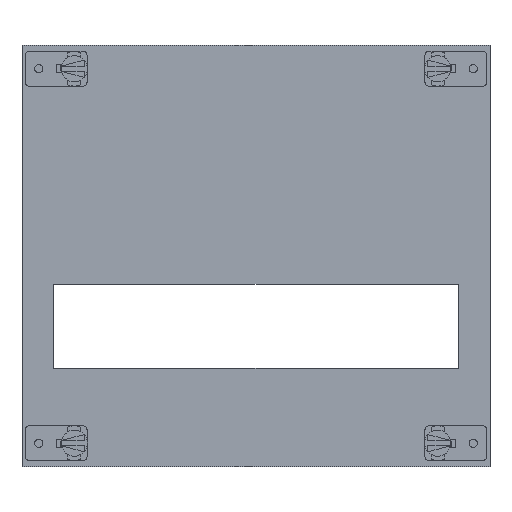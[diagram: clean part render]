
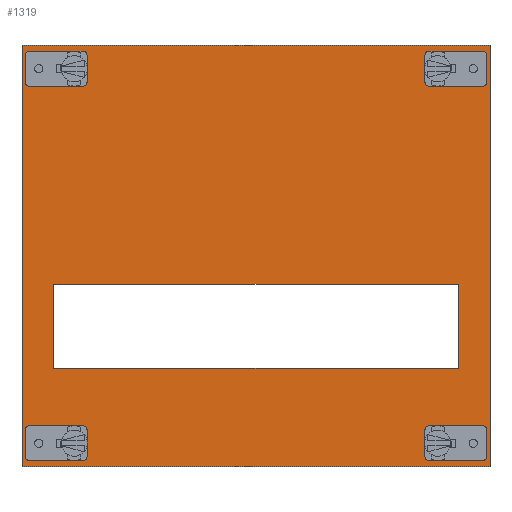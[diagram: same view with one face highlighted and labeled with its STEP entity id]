
A CAD part, top view. The second image highlights one B-rep face of the part: STEP entity #1319.
In plain terms, the highlighted planar face has unit normal (0, 0, 1).
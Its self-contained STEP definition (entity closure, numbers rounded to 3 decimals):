
#242=CARTESIAN_POINT('',(97.,-187.5,1.));
#243=DIRECTION('',(0.,0.,1.));
#244=DIRECTION('',(0.896,0.445,0.));
#245=AXIS2_PLACEMENT_3D('',#242,#243,#244);
#250=DIRECTION('',(1.,0.,0.));
#251=VECTOR('',#250,5.239);
#252=CARTESIAN_POINT('',(101.411,-189.69,1.));
#253=LINE('',#252,#251);
#257=DIRECTION('',(0.,1.,0.));
#258=VECTOR('',#257,4.38);
#259=CARTESIAN_POINT('',(106.65,-189.69,1.));
#260=LINE('',#259,#258);
#264=DIRECTION('',(-1.,0.,0.));
#265=VECTOR('',#264,5.239);
#266=CARTESIAN_POINT('',(106.65,-185.31,1.));
#267=LINE('',#266,#265);
#271=CARTESIAN_POINT('',(116.,-187.5,1.));
#272=DIRECTION('',(0.,0.,1.));
#273=DIRECTION('',(-1.,0.,0.));
#274=AXIS2_PLACEMENT_3D('',#271,#272,#273);
#279=CARTESIAN_POINT('',(116.,-187.5,1.));
#280=DIRECTION('',(0.,0.,1.));
#281=DIRECTION('',(1.,0.,0.));
#282=AXIS2_PLACEMENT_3D('',#279,#280,#281);
#287=CARTESIAN_POINT('',(-116.,-187.5,1.));
#288=DIRECTION('',(0.,0.,1.));
#289=DIRECTION('',(1.,0.,0.));
#290=AXIS2_PLACEMENT_3D('',#287,#288,#289);
#295=CARTESIAN_POINT('',(-116.,-187.5,1.));
#296=DIRECTION('',(0.,0.,1.));
#297=DIRECTION('',(-1.,0.,0.));
#298=AXIS2_PLACEMENT_3D('',#295,#296,#297);
#303=CARTESIAN_POINT('',(-97.,-187.5,1.));
#304=DIRECTION('',(0.,0.,1.));
#305=DIRECTION('',(-0.896,-0.445,0.));
#306=AXIS2_PLACEMENT_3D('',#303,#304,#305);
#311=DIRECTION('',(-1.,0.,0.));
#312=VECTOR('',#311,5.239);
#313=CARTESIAN_POINT('',(-101.411,-185.31,1.));
#314=LINE('',#313,#312);
#318=DIRECTION('',(0.,-1.,0.));
#319=VECTOR('',#318,4.38);
#320=CARTESIAN_POINT('',(-106.65,-185.31,1.));
#321=LINE('',#320,#319);
#325=DIRECTION('',(1.,0.,0.));
#326=VECTOR('',#325,5.239);
#327=CARTESIAN_POINT('',(-106.65,-189.69,1.));
#328=LINE('',#327,#326);
#332=CARTESIAN_POINT('',(97.,12.5,1.));
#333=DIRECTION('',(0.,0.,1.));
#334=DIRECTION('',(0.896,0.445,0.));
#335=AXIS2_PLACEMENT_3D('',#332,#333,#334);
#340=DIRECTION('',(1.,0.,0.));
#341=VECTOR('',#340,5.239);
#342=CARTESIAN_POINT('',(101.411,10.31,1.));
#343=LINE('',#342,#341);
#347=DIRECTION('',(0.,1.,0.));
#348=VECTOR('',#347,4.38);
#349=CARTESIAN_POINT('',(106.65,10.31,1.));
#350=LINE('',#349,#348);
#354=DIRECTION('',(-1.,0.,0.));
#355=VECTOR('',#354,5.239);
#356=CARTESIAN_POINT('',(106.65,14.69,1.));
#357=LINE('',#356,#355);
#361=CARTESIAN_POINT('',(-116.,12.5,1.));
#362=DIRECTION('',(0.,0.,1.));
#363=DIRECTION('',(1.,0.,0.));
#364=AXIS2_PLACEMENT_3D('',#361,#362,#363);
#369=CARTESIAN_POINT('',(-116.,12.5,1.));
#370=DIRECTION('',(0.,0.,1.));
#371=DIRECTION('',(-1.,0.,0.));
#372=AXIS2_PLACEMENT_3D('',#369,#370,#371);
#377=CARTESIAN_POINT('',(-97.,12.5,1.));
#378=DIRECTION('',(0.,0.,1.));
#379=DIRECTION('',(-0.896,-0.445,0.));
#380=AXIS2_PLACEMENT_3D('',#377,#378,#379);
#385=DIRECTION('',(-1.,0.,0.));
#386=VECTOR('',#385,5.239);
#387=CARTESIAN_POINT('',(-101.411,14.69,1.));
#388=LINE('',#387,#386);
#392=DIRECTION('',(0.,-1.,0.));
#393=VECTOR('',#392,4.38);
#394=CARTESIAN_POINT('',(-106.65,14.69,1.));
#395=LINE('',#394,#393);
#399=DIRECTION('',(1.,0.,0.));
#400=VECTOR('',#399,5.239);
#401=CARTESIAN_POINT('',(-106.65,10.31,1.));
#402=LINE('',#401,#400);
#406=CARTESIAN_POINT('',(116.,12.5,1.));
#407=DIRECTION('',(0.,0.,1.));
#408=DIRECTION('',(-1.,0.,0.));
#409=AXIS2_PLACEMENT_3D('',#406,#407,#408);
#414=CARTESIAN_POINT('',(116.,12.5,1.));
#415=DIRECTION('',(0.,0.,1.));
#416=DIRECTION('',(1.,0.,0.));
#417=AXIS2_PLACEMENT_3D('',#414,#415,#416);
#422=DIRECTION('',(0.,1.,0.));
#423=VECTOR('',#422,225.);
#424=CARTESIAN_POINT('',(-125.,-200.,1.));
#425=LINE('',#424,#423);
#639=DIRECTION('',(0.,1.,0.));
#640=VECTOR('',#639,45.);
#641=CARTESIAN_POINT('',(-108.,-72.5,1.));
#642=LINE('',#641,#640);
#653=DIRECTION('',(-1.,0.,0.));
#654=VECTOR('',#653,216.);
#655=CARTESIAN_POINT('',(108.,-72.5,1.));
#656=LINE('',#655,#654);
#667=DIRECTION('',(0.,-1.,0.));
#668=VECTOR('',#667,45.);
#669=CARTESIAN_POINT('',(108.,-27.5,1.));
#670=LINE('',#669,#668);
#681=DIRECTION('',(1.,0.,0.));
#682=VECTOR('',#681,216.);
#683=CARTESIAN_POINT('',(-108.,-27.5,1.));
#684=LINE('',#683,#682);
#702=DIRECTION('',(0.,1.,0.));
#703=VECTOR('',#702,225.);
#704=CARTESIAN_POINT('',(125.,-200.,1.));
#705=LINE('',#704,#703);
#709=DIRECTION('',(1.,0.,0.));
#710=VECTOR('',#709,250.);
#711=CARTESIAN_POINT('',(-125.,-200.,1.));
#712=LINE('',#711,#710);
#842=DIRECTION('',(-1.,0.,0.));
#843=VECTOR('',#842,250.);
#844=CARTESIAN_POINT('',(125.,25.,1.));
#845=LINE('',#844,#843);
#956=CARTESIAN_POINT('',(-125.,25.,1.));
#957=VERTEX_POINT('',#956);
#958=CARTESIAN_POINT('',(125.,25.,1.));
#959=VERTEX_POINT('',#958);
#960=CARTESIAN_POINT('',(101.411,10.31,1.));
#961=CARTESIAN_POINT('',(106.65,10.31,1.));
#962=VERTEX_POINT('',#960);
#963=VERTEX_POINT('',#961);
#964=CARTESIAN_POINT('',(106.65,14.69,1.));
#965=VERTEX_POINT('',#964);
#966=CARTESIAN_POINT('',(101.411,14.69,1.));
#967=VERTEX_POINT('',#966);
#968=CARTESIAN_POINT('',(-111.75,12.5,1.));
#969=CARTESIAN_POINT('',(-120.25,12.5,1.));
#970=VERTEX_POINT('',#968);
#971=VERTEX_POINT('',#969);
#972=CARTESIAN_POINT('',(-101.411,14.69,1.));
#973=CARTESIAN_POINT('',(-106.65,14.69,1.));
#974=VERTEX_POINT('',#972);
#975=VERTEX_POINT('',#973);
#976=CARTESIAN_POINT('',(-106.65,10.31,1.));
#977=VERTEX_POINT('',#976);
#978=CARTESIAN_POINT('',(-101.411,10.31,1.));
#979=VERTEX_POINT('',#978);
#980=CARTESIAN_POINT('',(111.75,12.5,1.));
#981=CARTESIAN_POINT('',(120.25,12.5,1.));
#982=VERTEX_POINT('',#980);
#983=VERTEX_POINT('',#981);
#984=CARTESIAN_POINT('',(-108.,-72.5,1.));
#985=CARTESIAN_POINT('',(-108.,-27.5,1.));
#986=VERTEX_POINT('',#984);
#987=VERTEX_POINT('',#985);
#988=CARTESIAN_POINT('',(108.,-72.5,1.));
#989=VERTEX_POINT('',#988);
#990=CARTESIAN_POINT('',(108.,-27.5,1.));
#991=VERTEX_POINT('',#990);
#1036=CARTESIAN_POINT('',(-125.,-200.,1.));
#1037=VERTEX_POINT('',#1036);
#1038=CARTESIAN_POINT('',(111.75,-187.5,1.));
#1039=CARTESIAN_POINT('',(120.25,-187.5,1.));
#1040=VERTEX_POINT('',#1038);
#1041=VERTEX_POINT('',#1039);
#1042=CARTESIAN_POINT('',(-101.411,-185.31,1.));
#1043=CARTESIAN_POINT('',(-106.65,-185.31,1.));
#1044=VERTEX_POINT('',#1042);
#1045=VERTEX_POINT('',#1043);
#1046=CARTESIAN_POINT('',(-106.65,-189.69,1.));
#1047=VERTEX_POINT('',#1046);
#1048=CARTESIAN_POINT('',(-101.411,-189.69,1.));
#1049=VERTEX_POINT('',#1048);
#1050=CARTESIAN_POINT('',(-111.75,-187.5,1.));
#1051=CARTESIAN_POINT('',(-120.25,-187.5,1.));
#1052=VERTEX_POINT('',#1050);
#1053=VERTEX_POINT('',#1051);
#1054=CARTESIAN_POINT('',(101.411,-189.69,1.));
#1055=CARTESIAN_POINT('',(106.65,-189.69,1.));
#1056=VERTEX_POINT('',#1054);
#1057=VERTEX_POINT('',#1055);
#1058=CARTESIAN_POINT('',(106.65,-185.31,1.));
#1059=VERTEX_POINT('',#1058);
#1060=CARTESIAN_POINT('',(101.411,-185.31,1.));
#1061=VERTEX_POINT('',#1060);
#1062=CARTESIAN_POINT('',(125.,-200.,1.));
#1063=VERTEX_POINT('',#1062);
#1234=CARTESIAN_POINT('',(0.,0.,1.));
#1235=DIRECTION('',(0.,0.,1.));
#1236=DIRECTION('',(1.,0.,0.));
#1237=AXIS2_PLACEMENT_3D('',#1234,#1235,#1236);
#1238=PLANE('',#1237);
#1240=ORIENTED_EDGE('',*,*,#1239,.F.);
#1242=ORIENTED_EDGE('',*,*,#1241,.F.);
#1244=ORIENTED_EDGE('',*,*,#1243,.T.);
#1246=ORIENTED_EDGE('',*,*,#1245,.F.);
#1247=EDGE_LOOP('',(#1240,#1242,#1244,#1246));
#1248=FACE_OUTER_BOUND('',#1247,.F.);
#1250=ORIENTED_EDGE('',*,*,#1249,.T.);
#1252=ORIENTED_EDGE('',*,*,#1251,.T.);
#1253=EDGE_LOOP('',(#1250,#1252));
#1254=FACE_BOUND('',#1253,.F.);
#1256=ORIENTED_EDGE('',*,*,#1255,.T.);
#1258=ORIENTED_EDGE('',*,*,#1257,.T.);
#1259=EDGE_LOOP('',(#1256,#1258));
#1260=FACE_BOUND('',#1259,.F.);
#1262=ORIENTED_EDGE('',*,*,#1261,.T.);
#1264=ORIENTED_EDGE('',*,*,#1263,.T.);
#1266=ORIENTED_EDGE('',*,*,#1265,.T.);
#1268=ORIENTED_EDGE('',*,*,#1267,.T.);
#1269=EDGE_LOOP('',(#1262,#1264,#1266,#1268));
#1270=FACE_BOUND('',#1269,.F.);
#1272=ORIENTED_EDGE('',*,*,#1271,.T.);
#1274=ORIENTED_EDGE('',*,*,#1273,.T.);
#1276=ORIENTED_EDGE('',*,*,#1275,.T.);
#1278=ORIENTED_EDGE('',*,*,#1277,.T.);
#1279=EDGE_LOOP('',(#1272,#1274,#1276,#1278));
#1280=FACE_BOUND('',#1279,.F.);
#1282=ORIENTED_EDGE('',*,*,#1281,.T.);
#1284=ORIENTED_EDGE('',*,*,#1283,.T.);
#1285=EDGE_LOOP('',(#1282,#1284));
#1286=FACE_BOUND('',#1285,.F.);
#1288=ORIENTED_EDGE('',*,*,#1287,.T.);
#1290=ORIENTED_EDGE('',*,*,#1289,.T.);
#1292=ORIENTED_EDGE('',*,*,#1291,.T.);
#1294=ORIENTED_EDGE('',*,*,#1293,.T.);
#1295=EDGE_LOOP('',(#1288,#1290,#1292,#1294));
#1296=FACE_BOUND('',#1295,.F.);
#1298=ORIENTED_EDGE('',*,*,#1297,.T.);
#1300=ORIENTED_EDGE('',*,*,#1299,.T.);
#1301=EDGE_LOOP('',(#1298,#1300));
#1302=FACE_BOUND('',#1301,.F.);
#1304=ORIENTED_EDGE('',*,*,#1303,.F.);
#1306=ORIENTED_EDGE('',*,*,#1305,.F.);
#1308=ORIENTED_EDGE('',*,*,#1307,.F.);
#1310=ORIENTED_EDGE('',*,*,#1309,.F.);
#1311=EDGE_LOOP('',(#1304,#1306,#1308,#1310));
#1312=FACE_BOUND('',#1311,.F.);
#1313=ORIENTED_EDGE('',*,*,#1186,.T.);
#1314=ORIENTED_EDGE('',*,*,#1201,.T.);
#1315=ORIENTED_EDGE('',*,*,#1215,.T.);
#1316=ORIENTED_EDGE('',*,*,#1228,.T.);
#1317=EDGE_LOOP('',(#1313,#1314,#1315,#1316));
#1318=FACE_BOUND('',#1317,.F.);
#246=CIRCLE('',#245,4.925);
#275=CIRCLE('',#274,4.25);
#283=CIRCLE('',#282,4.25);
#291=CIRCLE('',#290,4.25);
#299=CIRCLE('',#298,4.25);
#307=CIRCLE('',#306,4.925);
#336=CIRCLE('',#335,4.925);
#365=CIRCLE('',#364,4.25);
#373=CIRCLE('',#372,4.25);
#381=CIRCLE('',#380,4.925);
#410=CIRCLE('',#409,4.25);
#418=CIRCLE('',#417,4.25);
#1186=EDGE_CURVE('',#1061,#1056,#246,.T.);
#1201=EDGE_CURVE('',#1056,#1057,#253,.T.);
#1215=EDGE_CURVE('',#1057,#1059,#260,.T.);
#1228=EDGE_CURVE('',#1059,#1061,#267,.T.);
#1239=EDGE_CURVE('',#1063,#959,#705,.T.);
#1241=EDGE_CURVE('',#1037,#1063,#712,.T.);
#1243=EDGE_CURVE('',#1037,#957,#425,.T.);
#1245=EDGE_CURVE('',#959,#957,#845,.T.);
#1249=EDGE_CURVE('',#1040,#1041,#275,.T.);
#1251=EDGE_CURVE('',#1041,#1040,#283,.T.);
#1255=EDGE_CURVE('',#1052,#1053,#291,.T.);
#1257=EDGE_CURVE('',#1053,#1052,#299,.T.);
#1261=EDGE_CURVE('',#1049,#1044,#307,.T.);
#1263=EDGE_CURVE('',#1044,#1045,#314,.T.);
#1265=EDGE_CURVE('',#1045,#1047,#321,.T.);
#1267=EDGE_CURVE('',#1047,#1049,#328,.T.);
#1271=EDGE_CURVE('',#967,#962,#336,.T.);
#1273=EDGE_CURVE('',#962,#963,#343,.T.);
#1275=EDGE_CURVE('',#963,#965,#350,.T.);
#1277=EDGE_CURVE('',#965,#967,#357,.T.);
#1281=EDGE_CURVE('',#970,#971,#365,.T.);
#1283=EDGE_CURVE('',#971,#970,#373,.T.);
#1287=EDGE_CURVE('',#979,#974,#381,.T.);
#1289=EDGE_CURVE('',#974,#975,#388,.T.);
#1291=EDGE_CURVE('',#975,#977,#395,.T.);
#1293=EDGE_CURVE('',#977,#979,#402,.T.);
#1297=EDGE_CURVE('',#982,#983,#410,.T.);
#1299=EDGE_CURVE('',#983,#982,#418,.T.);
#1303=EDGE_CURVE('',#986,#987,#642,.T.);
#1305=EDGE_CURVE('',#989,#986,#656,.T.);
#1307=EDGE_CURVE('',#991,#989,#670,.T.);
#1309=EDGE_CURVE('',#987,#991,#684,.T.);
#1319=ADVANCED_FACE('',(#1248,#1254,#1260,#1270,#1280,#1286,#1296,#1302,#1312,
#1318),#1238,.T.);
